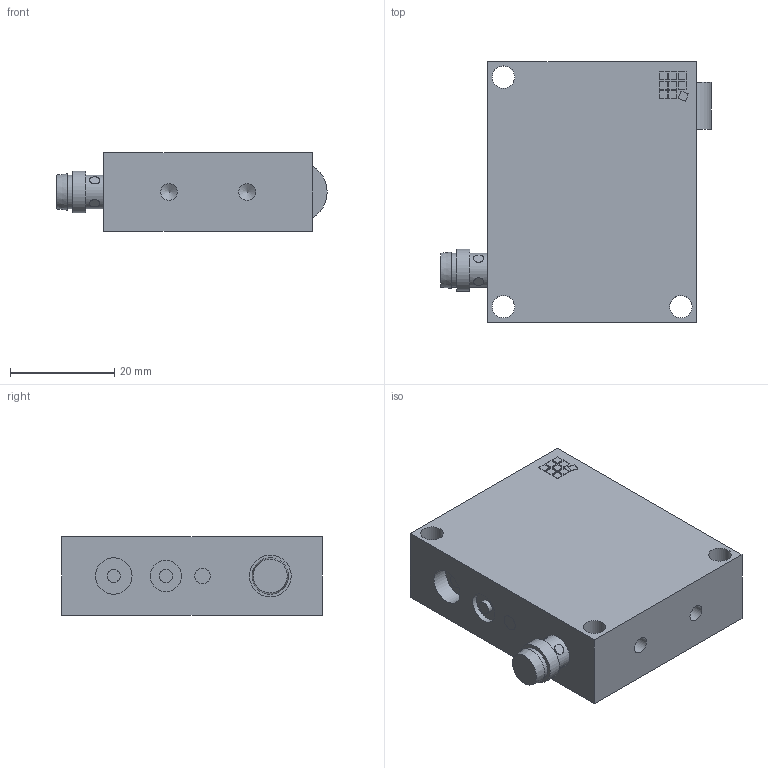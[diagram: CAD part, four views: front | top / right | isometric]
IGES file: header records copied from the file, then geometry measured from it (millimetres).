
Global section: file name: No Iges File Name specified; native system: AutoDesk Inventor R10; preprocessor: AutoDesk Inventor Iges Exporter R10; author: No Author specified; organization: No Organization specified; date: 20080529.191500; units: millimetre
Bounding box: 51.81 x 50 x 15 mm (x, y, z)
Volume: 29646.7 mm3; surface area: 7786.4 mm2
Topology: 2 solids, 2 shells, 142 faces, 332 edges, 222 vertices
Faces by surface type: plane 116, revolution 15, cylinder 6, bspline 4, cone 1
Full cylindrical faces by diameter (mm): 2.5 x2, 6.5 x2, 8 x1
